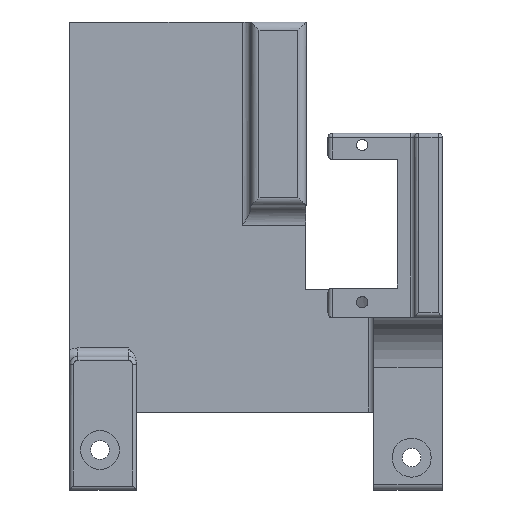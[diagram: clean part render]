
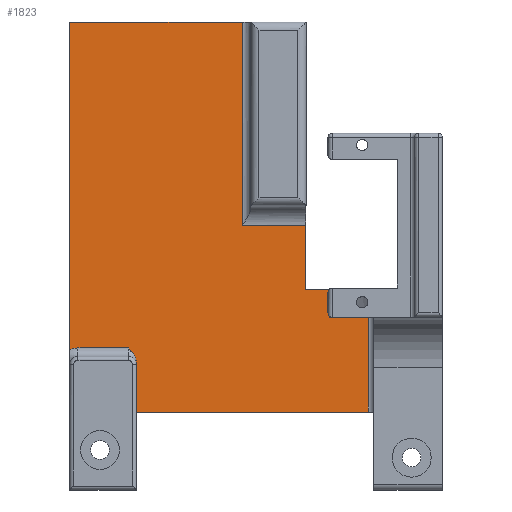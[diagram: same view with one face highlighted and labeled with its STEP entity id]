
A CAD part, top view. The second image highlights one B-rep face of the part: STEP entity #1823.
In plain terms, the highlighted planar face has unit normal (0, 0, 1).
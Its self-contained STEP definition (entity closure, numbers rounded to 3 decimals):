
#40=B_SPLINE_CURVE_WITH_KNOTS('',3,(#2887,#2888,#2889,#2890,#2891,#2892,
#2893,#2894),.UNSPECIFIED.,.F.,.F.,(4,2,2,4),(0.,0.176,0.234,
0.291),.UNSPECIFIED.);
#65=PLANE('',#1972);
#121=FACE_OUTER_BOUND('',#232,.T.);
#232=EDGE_LOOP('',(#1325,#1326,#1327,#1328,#1329,#1330,#1331,#1332,#1333,
#1334,#1335,#1336,#1337,#1338));
#326=LINE('',#2702,#507);
#329=LINE('',#2713,#510);
#346=LINE('',#2765,#527);
#379=LINE('',#2870,#560);
#380=LINE('',#2872,#561);
#381=LINE('',#2874,#562);
#382=LINE('',#2876,#563);
#383=LINE('',#2878,#564);
#384=LINE('',#2880,#565);
#385=LINE('',#2882,#566);
#386=LINE('',#2886,#567);
#387=LINE('',#2895,#568);
#507=VECTOR('',#2127,10.);
#510=VECTOR('',#2138,10.);
#527=VECTOR('',#2181,10.);
#560=VECTOR('',#2272,10.);
#561=VECTOR('',#2273,10.);
#562=VECTOR('',#2274,10.);
#563=VECTOR('',#2275,10.);
#564=VECTOR('',#2276,10.);
#565=VECTOR('',#2277,10.);
#566=VECTOR('',#2278,10.);
#567=VECTOR('',#2281,10.);
#568=VECTOR('',#2282,10.);
#716=CIRCLE('',#1973,3.);
#762=VERTEX_POINT('',#2698);
#764=VERTEX_POINT('',#2701);
#768=VERTEX_POINT('',#2711);
#789=VERTEX_POINT('',#2762);
#790=VERTEX_POINT('',#2764);
#827=VERTEX_POINT('',#2869);
#828=VERTEX_POINT('',#2871);
#829=VERTEX_POINT('',#2873);
#830=VERTEX_POINT('',#2875);
#831=VERTEX_POINT('',#2877);
#832=VERTEX_POINT('',#2879);
#833=VERTEX_POINT('',#2881);
#834=VERTEX_POINT('',#2883);
#835=VERTEX_POINT('',#2885);
#934=EDGE_CURVE('',#762,#764,#326,.T.);
#940=EDGE_CURVE('',#768,#762,#329,.T.);
#965=EDGE_CURVE('',#790,#789,#346,.T.);
#1015=EDGE_CURVE('',#827,#768,#379,.T.);
#1016=EDGE_CURVE('',#828,#827,#380,.T.);
#1017=EDGE_CURVE('',#828,#829,#381,.T.);
#1018=EDGE_CURVE('',#830,#829,#382,.T.);
#1019=EDGE_CURVE('',#830,#831,#383,.T.);
#1020=EDGE_CURVE('',#831,#832,#384,.T.);
#1021=EDGE_CURVE('',#832,#833,#385,.T.);
#1022=EDGE_CURVE('',#834,#833,#716,.T.);
#1023=EDGE_CURVE('',#835,#834,#386,.T.);
#1024=EDGE_CURVE('',#790,#835,#40,.F.);
#1025=EDGE_CURVE('',#764,#789,#387,.T.);
#1325=ORIENTED_EDGE('',*,*,#934,.F.);
#1326=ORIENTED_EDGE('',*,*,#940,.F.);
#1327=ORIENTED_EDGE('',*,*,#1015,.F.);
#1328=ORIENTED_EDGE('',*,*,#1016,.F.);
#1329=ORIENTED_EDGE('',*,*,#1017,.T.);
#1330=ORIENTED_EDGE('',*,*,#1018,.F.);
#1331=ORIENTED_EDGE('',*,*,#1019,.T.);
#1332=ORIENTED_EDGE('',*,*,#1020,.T.);
#1333=ORIENTED_EDGE('',*,*,#1021,.T.);
#1334=ORIENTED_EDGE('',*,*,#1022,.F.);
#1335=ORIENTED_EDGE('',*,*,#1023,.F.);
#1336=ORIENTED_EDGE('',*,*,#1024,.F.);
#1337=ORIENTED_EDGE('',*,*,#965,.T.);
#1338=ORIENTED_EDGE('',*,*,#1025,.F.);
#1823=ADVANCED_FACE('',(#121),#65,.T.);
#1972=AXIS2_PLACEMENT_3D('',#2868,#2270,#2271);
#1973=AXIS2_PLACEMENT_3D('',#2884,#2279,#2280);
#2127=DIRECTION('',(0.,-1.,0.));
#2138=DIRECTION('',(1.,0.,0.));
#2181=DIRECTION('',(0.,-1.,0.));
#2270=DIRECTION('center_axis',(0.,0.,
1.));
#2271=DIRECTION('ref_axis',(1.,0.,0.));
#2272=DIRECTION('',(0.,-1.,0.));
#2273=DIRECTION('',(1.,0.,0.));
#2274=DIRECTION('',(0.,1.,0.));
#2275=DIRECTION('',(1.,0.,0.));
#2276=DIRECTION('',(0.,1.,0.));
#2277=DIRECTION('',(-1.,0.,0.));
#2278=DIRECTION('',(0.,-1.,0.));
#2279=DIRECTION('center_axis',(0.,0.,
1.));
#2280=DIRECTION('ref_axis',(-0.707,0.707,0.));
#2281=DIRECTION('',(-1.,0.,0.));
#2282=DIRECTION('',(-1.,0.,0.));
#2698=CARTESIAN_POINT('',(327.66,221.502,-23.));
#2701=CARTESIAN_POINT('',(327.66,204.502,-23.));
#2702=CARTESIAN_POINT('',(327.66,239.69,-23.));
#2711=CARTESIAN_POINT('',(320.784,221.502,-23.));
#2713=CARTESIAN_POINT('',(306.774,221.502,-23.));
#2762=CARTESIAN_POINT('',(286.05,204.502,-23.));
#2764=CARTESIAN_POINT('',(286.05,213.404,-23.));
#2765=CARTESIAN_POINT('',(286.05,224.252,-23.));
#2868=CARTESIAN_POINT('Origin',(303.543,258.002,-23.));
#2869=CARTESIAN_POINT('',(320.784,226.502,-23.));
#2870=CARTESIAN_POINT('',(320.784,31.502,-23.));
#2871=CARTESIAN_POINT('',(316.468,226.502,-23.));
#2872=CARTESIAN_POINT('',(317.109,226.502,-23.));
#2873=CARTESIAN_POINT('',(316.468,238.002,-23.));
#2874=CARTESIAN_POINT('',(316.468,247.502,-23.));
#2875=CARTESIAN_POINT('',(305.043,238.002,-23.));
#2876=CARTESIAN_POINT('',(306.774,238.002,-23.));
#2877=CARTESIAN_POINT('',(305.043,274.502,-23.));
#2878=CARTESIAN_POINT('',(305.043,266.252,-23.));
#2879=CARTESIAN_POINT('',(274.05,274.502,-23.));
#2880=CARTESIAN_POINT('',(314.993,274.502,-23.));
#2881=CARTESIAN_POINT('',(274.05,215.6,-23.));
#2882=CARTESIAN_POINT('',(274.05,129.752,-23.));
#2883=CARTESIAN_POINT('',(275.55,216.002,-23.));
#2884=CARTESIAN_POINT('Origin',(275.55,213.002,-23.));
#2885=CARTESIAN_POINT('',(284.55,216.002,-23.));
#2886=CARTESIAN_POINT('',(292.3,216.002,-23.));
#2887=CARTESIAN_POINT('Ctrl Pts',(284.55,216.002,-23.));
#2888=CARTESIAN_POINT('Ctrl Pts',(284.965,215.586,-23.));
#2889=CARTESIAN_POINT('Ctrl Pts',(285.455,215.079,-23.));
#2890=CARTESIAN_POINT('Ctrl Pts',(285.825,214.393,-23.));
#2891=CARTESIAN_POINT('Ctrl Pts',(285.908,214.201,-23.));
#2892=CARTESIAN_POINT('Ctrl Pts',(286.02,213.802,-23.));
#2893=CARTESIAN_POINT('Ctrl Pts',(286.05,213.595,-23.));
#2894=CARTESIAN_POINT('Ctrl Pts',(286.05,213.404,-23.));
#2895=CARTESIAN_POINT('',(336.781,204.502,-23.));
